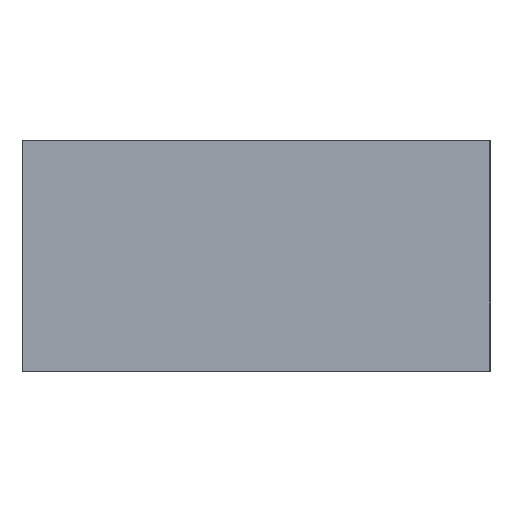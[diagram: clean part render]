
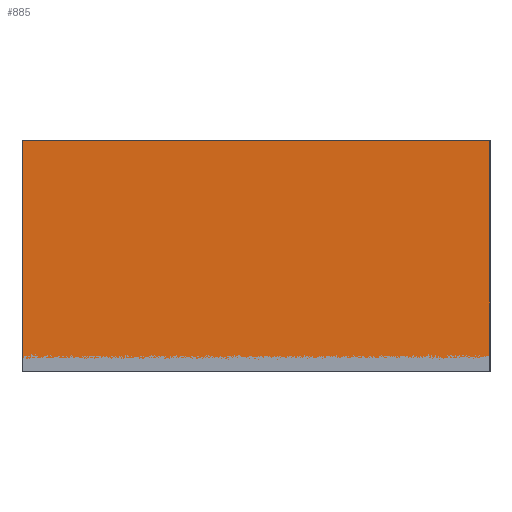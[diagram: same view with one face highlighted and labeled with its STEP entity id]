
A CAD part, top view. The second image highlights one B-rep face of the part: STEP entity #885.
In plain terms, the highlighted face is planar.
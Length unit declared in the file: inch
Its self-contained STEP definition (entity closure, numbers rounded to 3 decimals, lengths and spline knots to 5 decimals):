
#44 = LINE ( 'NONE', #257, #735 ) ;
#58 = LINE ( 'NONE', #907, #694 ) ;
#155 = CARTESIAN_POINT ( 'NONE',  ( -43.9604, -26.47525, 0. ) ) ;
#199 = FACE_OUTER_BOUND ( 'NONE', #1392, .T. ) ;
#227 = PLANE ( 'NONE',  #1046 ) ;
#257 = CARTESIAN_POINT ( 'NONE',  ( -43.9604, 32.52475, 0. ) ) ;
#273 = DIRECTION ( 'NONE',  ( 0., -1., 0. ) ) ;
#304 = ORIENTED_EDGE ( 'NONE', *, *, #1247, .F. ) ;
#339 = ORIENTED_EDGE ( 'NONE', *, *, #1116, .F. ) ;
#352 = DIRECTION ( 'NONE',  ( 0., 0., 1. ) ) ;
#360 = ORIENTED_EDGE ( 'NONE', *, *, #1193, .F. ) ;
#365 = CARTESIAN_POINT ( 'NONE',  ( 76.0396, -26.47525, 0. ) ) ;
#378 = CARTESIAN_POINT ( 'NONE',  ( 76.0396, 32.52475, 0. ) ) ;
#497 = VERTEX_POINT ( 'NONE', #967 ) ;
#508 = DIRECTION ( 'NONE',  ( 0., 1., 0. ) ) ;
#543 = CARTESIAN_POINT ( 'NONE',  ( -43.9604, -26.47525, 0. ) ) ;
#548 = VECTOR ( 'NONE', #1042, 39.37008 ) ;
#566 = LINE ( 'NONE', #543, #548 ) ;
#606 = VERTEX_POINT ( 'NONE', #1548 ) ;
#631 = DIRECTION ( 'NONE',  ( -1., 0., 0. ) ) ;
#694 = VECTOR ( 'NONE', #273, 39.37008 ) ;
#718 = LINE ( 'NONE', #378, #856 ) ;
#735 = VECTOR ( 'NONE', #631, 39.37008 ) ;
#850 = DIRECTION ( 'NONE',  ( 1., 0., 0. ) ) ;
#856 = VECTOR ( 'NONE', #508, 39.37008 ) ;
#885 = ADVANCED_FACE ( 'NONE', ( #199 ), #227, .F. ) ;
#907 = CARTESIAN_POINT ( 'NONE',  ( -43.9604, 32.52475, 0. ) ) ;
#967 = CARTESIAN_POINT ( 'NONE',  ( -43.9604, 32.52475, 0. ) ) ;
#1042 = DIRECTION ( 'NONE',  ( 1., 0., 0. ) ) ;
#1046 = AXIS2_PLACEMENT_3D ( 'NONE', #1090, #352, #850 ) ;
#1078 = ORIENTED_EDGE ( 'NONE', *, *, #1300, .F. ) ;
#1090 = CARTESIAN_POINT ( 'NONE',  ( 0., 0., 0. ) ) ;
#1116 = EDGE_CURVE ( 'NONE', #1173, #606, #718, .T. ) ;
#1173 = VERTEX_POINT ( 'NONE', #365 ) ;
#1193 = EDGE_CURVE ( 'NONE', #606, #497, #44, .T. ) ;
#1247 = EDGE_CURVE ( 'NONE', #1512, #1173, #566, .T. ) ;
#1300 = EDGE_CURVE ( 'NONE', #497, #1512, #58, .T. ) ;
#1392 = EDGE_LOOP ( 'NONE', ( #1078, #360, #339, #304 ) ) ;
#1512 = VERTEX_POINT ( 'NONE', #155 ) ;
#1548 = CARTESIAN_POINT ( 'NONE',  ( 76.0396, 32.52475, 0. ) ) ;
